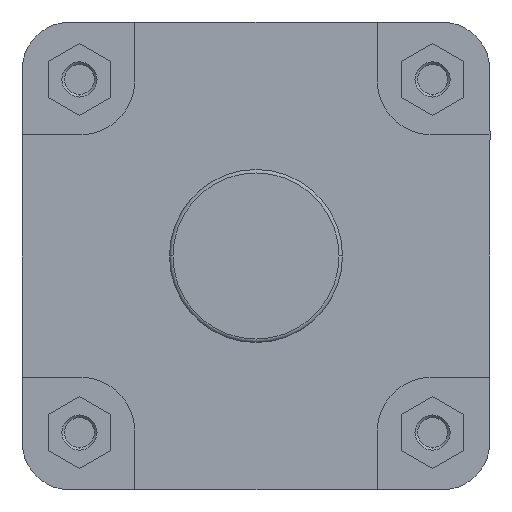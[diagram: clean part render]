
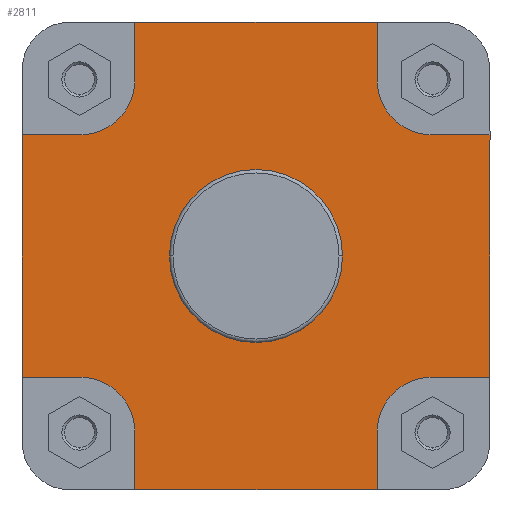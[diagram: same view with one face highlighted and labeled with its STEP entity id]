
A CAD part, left-side view. The second image highlights one B-rep face of the part: STEP entity #2811.
In plain terms, the highlighted planar face has unit normal (-1, 0, 0).
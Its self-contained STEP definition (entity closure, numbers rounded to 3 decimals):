
#39 = EDGE_CURVE ( 'NONE', #4043, #4042, #6817, .T. ) ;
#40 = EDGE_CURVE ( 'NONE', #4044, #4043, #6815, .T. ) ;
#41 = EDGE_CURVE ( 'NONE', #4045, #4044, #5674, .T. ) ;
#113 = CARTESIAN_POINT ( 'NONE',  ( 14., 101., -101. ) ) ;
#114 = DIRECTION ( 'NONE',  ( -1., 0., 0. ) ) ;
#115 = DIRECTION ( 'NONE',  ( 0., 1., 0. ) ) ;
#117 = CARTESIAN_POINT ( 'NONE',  ( 14., 70., -135. ) ) ;
#118 = DIRECTION ( 'NONE',  ( 0., 0., 1. ) ) ;
#998 = CARTESIAN_POINT ( 'NONE',  ( 14., 0., 0. ) ) ;
#1018 = DIRECTION ( 'NONE',  ( -1., 0., 0. ) ) ;
#1019 = DIRECTION ( 'NONE',  ( 0., -1., 0. ) ) ;
#1064 = CARTESIAN_POINT ( 'NONE',  ( 14., -49.9, 0. ) ) ;
#1066 = CARTESIAN_POINT ( 'NONE',  ( 14., 49.9, 0. ) ) ;
#1146 = CARTESIAN_POINT ( 'NONE',  ( 14., 70., -101. ) ) ;
#1148 = CARTESIAN_POINT ( 'NONE',  ( 14., 101., -70. ) ) ;
#1149 = CARTESIAN_POINT ( 'NONE',  ( 14., 70., -135. ) ) ;
#1150 = CARTESIAN_POINT ( 'NONE',  ( 14., -70., -135. ) ) ;
#1151 = CARTESIAN_POINT ( 'NONE',  ( 14., -70., -101. ) ) ;
#1152 = CARTESIAN_POINT ( 'NONE',  ( 14., -101., -70. ) ) ;
#1153 = CARTESIAN_POINT ( 'NONE',  ( 14., -135., -70. ) ) ;
#1154 = CARTESIAN_POINT ( 'NONE',  ( 14., -135., 70. ) ) ;
#1156 = CARTESIAN_POINT ( 'NONE',  ( 14., -101., 70. ) ) ;
#1157 = CARTESIAN_POINT ( 'NONE',  ( 14., -70., 101. ) ) ;
#1158 = CARTESIAN_POINT ( 'NONE',  ( 14., -70., 135. ) ) ;
#1160 = CARTESIAN_POINT ( 'NONE',  ( 14., 70., 135. ) ) ;
#1161 = CARTESIAN_POINT ( 'NONE',  ( 14., 70., 101. ) ) ;
#1162 = CARTESIAN_POINT ( 'NONE',  ( 14., 101., 70. ) ) ;
#1163 = CARTESIAN_POINT ( 'NONE',  ( 14., 135., 70. ) ) ;
#1164 = CARTESIAN_POINT ( 'NONE',  ( 14., 135., -70. ) ) ;
#1910 = CIRCLE ( 'NONE', #3871, 49.9 ) ;
#1951 = VECTOR ( 'NONE', #2232, 1000. ) ;
#1957 = LINE ( 'NONE', #2231, #1951 ) ;
#1959 = VECTOR ( 'NONE', #2228, 1000. ) ;
#1960 = LINE ( 'NONE', #2226, #1959 ) ;
#1961 = LINE ( 'NONE', #2245, #1962 ) ;
#1962 = VECTOR ( 'NONE', #2246, 1000. ) ;
#1972 = LINE ( 'NONE', #2255, #1978 ) ;
#1978 = VECTOR ( 'NONE', #2256, 1000. ) ;
#1984 = LINE ( 'NONE', #2278, #1992 ) ;
#1992 = VECTOR ( 'NONE', #2279, 1000. ) ;
#1994 = LINE ( 'NONE', #2273, #1995 ) ;
#1995 = VECTOR ( 'NONE', #2274, 1000. ) ;
#2025 = LINE ( 'NONE', #2356, #2043 ) ;
#2043 = VECTOR ( 'NONE', #2357, 1000. ) ;
#2226 = CARTESIAN_POINT ( 'NONE',  ( 14., 135., 70. ) ) ;
#2228 = DIRECTION ( 'NONE',  ( 0., -1., 0. ) ) ;
#2231 = CARTESIAN_POINT ( 'NONE',  ( 14., 135., 0. ) ) ;
#2232 = DIRECTION ( 'NONE',  ( 0., 0., 1. ) ) ;
#2245 = CARTESIAN_POINT ( 'NONE',  ( 14., 101., -70. ) ) ;
#2246 = DIRECTION ( 'NONE',  ( 0., 1., 0. ) ) ;
#2255 = CARTESIAN_POINT ( 'NONE',  ( 14., -70., -101. ) ) ;
#2256 = DIRECTION ( 'NONE',  ( 0., 0., -1. ) ) ;
#2273 = CARTESIAN_POINT ( 'NONE',  ( 14., -135., -70. ) ) ;
#2274 = DIRECTION ( 'NONE',  ( 0., 1., 0. ) ) ;
#2278 = CARTESIAN_POINT ( 'NONE',  ( 14., -135., 0. ) ) ;
#2279 = DIRECTION ( 'NONE',  ( 0., 0., 1. ) ) ;
#2356 = CARTESIAN_POINT ( 'NONE',  ( 14., -297.141, -135. ) ) ;
#2357 = DIRECTION ( 'NONE',  ( 0., -1., 0. ) ) ;
#2510 = EDGE_CURVE ( 'NONE', #4041, #4040, #5684, .T. ) ;
#2511 = EDGE_CURVE ( 'NONE', #4042, #4041, #5683, .T. ) ;
#2512 = EDGE_CURVE ( 'NONE', #4040, #4039, #5682, .T. ) ;
#2666 = EDGE_CURVE ( 'NONE', #4037, #4036, #5733, .T. ) ;
#2669 = EDGE_CURVE ( 'NONE', #3959, #3958, #5738, .T. ) ;
#2811 = ADVANCED_FACE ( 'NONE', ( #5957, #5960 ), #4679, .F. ) ;
#2997 = EDGE_CURVE ( 'NONE', #4032, #4033, #6331, .T. ) ;
#2998 = EDGE_CURVE ( 'NONE', #4034, #4032, #6315, .T. ) ;
#3359 = EDGE_CURVE ( 'NONE', #3958, #3959, #1910, .T. ) ;
#3372 = AXIS2_PLACEMENT_3D ( 'NONE', #4161, #4162, #4163 ) ;
#3374 = AXIS2_PLACEMENT_3D ( 'NONE', #4149, #4150, #4151 ) ;
#3379 = AXIS2_PLACEMENT_3D ( 'NONE', #4218, #4220, #4221 ) ;
#3381 = AXIS2_PLACEMENT_3D ( 'NONE', #4226, #4227, #4228 ) ;
#3500 = AXIS2_PLACEMENT_3D ( 'NONE', #4678, #4680, #4681 ) ;
#3720 = AXIS2_PLACEMENT_3D ( 'NONE', #113, #114, #115 ) ;
#3871 = AXIS2_PLACEMENT_3D ( 'NONE', #998, #1018, #1019 ) ;
#3958 = VERTEX_POINT ( 'NONE', #1064 ) ;
#3959 = VERTEX_POINT ( 'NONE', #1066 ) ;
#4032 = VERTEX_POINT ( 'NONE', #1146 ) ;
#4033 = VERTEX_POINT ( 'NONE', #1148 ) ;
#4034 = VERTEX_POINT ( 'NONE', #1149 ) ;
#4035 = VERTEX_POINT ( 'NONE', #1150 ) ;
#4036 = VERTEX_POINT ( 'NONE', #1151 ) ;
#4037 = VERTEX_POINT ( 'NONE', #1152 ) ;
#4038 = VERTEX_POINT ( 'NONE', #1153 ) ;
#4039 = VERTEX_POINT ( 'NONE', #1154 ) ;
#4040 = VERTEX_POINT ( 'NONE', #1156 ) ;
#4041 = VERTEX_POINT ( 'NONE', #1157 ) ;
#4042 = VERTEX_POINT ( 'NONE', #1158 ) ;
#4043 = VERTEX_POINT ( 'NONE', #1160 ) ;
#4044 = VERTEX_POINT ( 'NONE', #1161 ) ;
#4045 = VERTEX_POINT ( 'NONE', #1162 ) ;
#4046 = VERTEX_POINT ( 'NONE', #1163 ) ;
#4047 = VERTEX_POINT ( 'NONE', #1164 ) ;
#4144 = CARTESIAN_POINT ( 'NONE',  ( 14., 70., 101. ) ) ;
#4146 = DIRECTION ( 'NONE',  ( 0., -1., 0. ) ) ;
#4148 = DIRECTION ( 'NONE',  ( 0., 0., 1. ) ) ;
#4149 = CARTESIAN_POINT ( 'NONE',  ( 14., 101., 101. ) ) ;
#4150 = DIRECTION ( 'NONE',  ( -1., 0., 0. ) ) ;
#4151 = DIRECTION ( 'NONE',  ( 0., 0., 1. ) ) ;
#4159 = CARTESIAN_POINT ( 'NONE',  ( 14., -70., 135. ) ) ;
#4161 = CARTESIAN_POINT ( 'NONE',  ( 14., -101., 101. ) ) ;
#4162 = DIRECTION ( 'NONE',  ( -1., 0., 0. ) ) ;
#4163 = DIRECTION ( 'NONE',  ( 0., -1., 0. ) ) ;
#4164 = CARTESIAN_POINT ( 'NONE',  ( 14., -101., 70. ) ) ;
#4165 = DIRECTION ( 'NONE',  ( 0., 0., -1. ) ) ;
#4167 = DIRECTION ( 'NONE',  ( 0., -1., 0. ) ) ;
#4218 = CARTESIAN_POINT ( 'NONE',  ( 14., -101., -101. ) ) ;
#4220 = DIRECTION ( 'NONE',  ( -1., 0., 0. ) ) ;
#4221 = DIRECTION ( 'NONE',  ( 0., 0., -1. ) ) ;
#4226 = CARTESIAN_POINT ( 'NONE',  ( 14., 0., 0. ) ) ;
#4227 = DIRECTION ( 'NONE',  ( -1., 0., 0. ) ) ;
#4228 = DIRECTION ( 'NONE',  ( 0., -1., 0. ) ) ;
#4678 = CARTESIAN_POINT ( 'NONE',  ( 14., 49.9, 0. ) ) ;
#4679 = PLANE ( 'NONE',  #3500 ) ;
#4680 = DIRECTION ( 'NONE',  ( 1., 0., 0. ) ) ;
#4681 = DIRECTION ( 'NONE',  ( 0., 1., 0. ) ) ;
#5289 = ORIENTED_EDGE ( 'NONE', *, *, #3359, .F. ) ;
#5290 = ORIENTED_EDGE ( 'NONE', *, *, #2669, .F. ) ;
#5291 = ORIENTED_EDGE ( 'NONE', *, *, #2997, .F. ) ;
#5292 = ORIENTED_EDGE ( 'NONE', *, *, #2998, .F. ) ;
#5293 = ORIENTED_EDGE ( 'NONE', *, *, #7212, .T. ) ;
#5294 = ORIENTED_EDGE ( 'NONE', *, *, #7168, .F. ) ;
#5295 = ORIENTED_EDGE ( 'NONE', *, *, #2666, .F. ) ;
#5296 = ORIENTED_EDGE ( 'NONE', *, *, #7176, .F. ) ;
#5297 = ORIENTED_EDGE ( 'NONE', *, *, #7178, .T. ) ;
#5298 = ORIENTED_EDGE ( 'NONE', *, *, #2512, .F. ) ;
#5299 = ORIENTED_EDGE ( 'NONE', *, *, #2510, .F. ) ;
#5300 = ORIENTED_EDGE ( 'NONE', *, *, #2511, .F. ) ;
#5301 = ORIENTED_EDGE ( 'NONE', *, *, #39, .F. ) ;
#5302 = ORIENTED_EDGE ( 'NONE', *, *, #40, .F. ) ;
#5303 = ORIENTED_EDGE ( 'NONE', *, *, #41, .F. ) ;
#5304 = ORIENTED_EDGE ( 'NONE', *, *, #7156, .F. ) ;
#5305 = ORIENTED_EDGE ( 'NONE', *, *, #7158, .F. ) ;
#5306 = ORIENTED_EDGE ( 'NONE', *, *, #7164, .F. ) ;
#5649 = EDGE_LOOP ( 'NONE', ( #5291, #5292, #5293, #5294, #5295, #5296, #5297, #5298, #5299, #5300, #5301, #5302, #5303, #5304, #5305, #5306 ) ) ;
#5657 = EDGE_LOOP ( 'NONE', ( #5289, #5290 ) ) ;
#5674 = CIRCLE ( 'NONE', #3374, 31. ) ;
#5680 = VECTOR ( 'NONE', #4165, 1000. ) ;
#5682 = LINE ( 'NONE', #4164, #5685 ) ;
#5683 = LINE ( 'NONE', #4159, #5680 ) ;
#5684 = CIRCLE ( 'NONE', #3372, 31. ) ;
#5685 = VECTOR ( 'NONE', #4167, 1000. ) ;
#5733 = CIRCLE ( 'NONE', #3379, 31. ) ;
#5738 = CIRCLE ( 'NONE', #3381, 49.9 ) ;
#5957 = FACE_BOUND ( 'NONE', #5657, .T. ) ;
#5960 = FACE_OUTER_BOUND ( 'NONE', #5649, .T. ) ;
#6315 = LINE ( 'NONE', #117, #6325 ) ;
#6325 = VECTOR ( 'NONE', #118, 1000. ) ;
#6331 = CIRCLE ( 'NONE', #3720, 31. ) ;
#6376 = CARTESIAN_POINT ( 'NONE',  ( 14., -297.141, 135. ) ) ;
#6815 = LINE ( 'NONE', #4144, #6821 ) ;
#6817 = LINE ( 'NONE', #6376, #6819 ) ;
#6819 = VECTOR ( 'NONE', #4146, 1000. ) ;
#6821 = VECTOR ( 'NONE', #4148, 1000. ) ;
#7156 = EDGE_CURVE ( 'NONE', #4046, #4045, #1960, .T. ) ;
#7158 = EDGE_CURVE ( 'NONE', #4047, #4046, #1957, .T. ) ;
#7164 = EDGE_CURVE ( 'NONE', #4033, #4047, #1961, .T. ) ;
#7168 = EDGE_CURVE ( 'NONE', #4036, #4035, #1972, .T. ) ;
#7176 = EDGE_CURVE ( 'NONE', #4038, #4037, #1994, .T. ) ;
#7178 = EDGE_CURVE ( 'NONE', #4038, #4039, #1984, .T. ) ;
#7212 = EDGE_CURVE ( 'NONE', #4034, #4035, #2025, .T. ) ;
